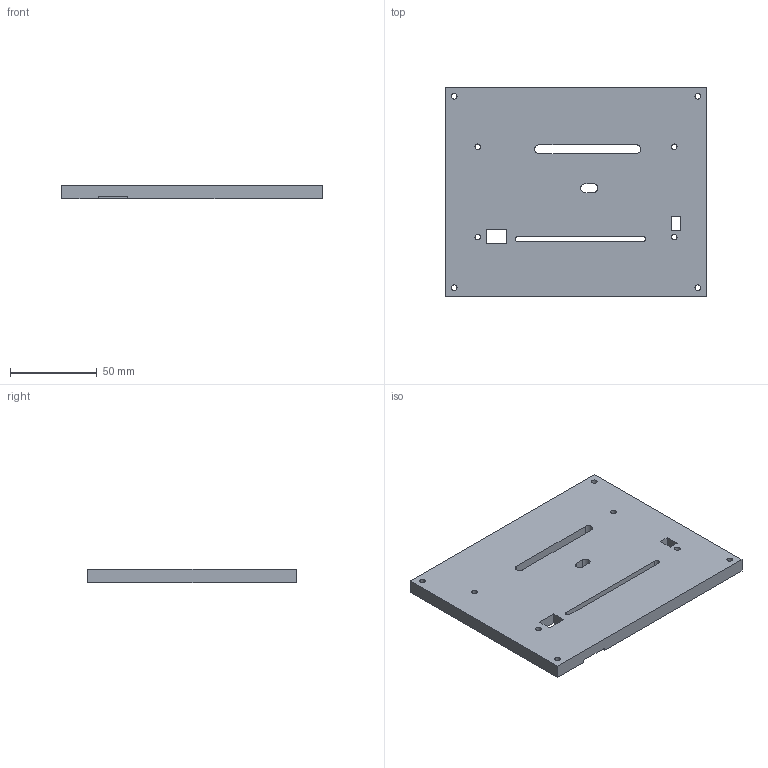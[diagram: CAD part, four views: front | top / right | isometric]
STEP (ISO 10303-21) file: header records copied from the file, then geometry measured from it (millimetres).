
FILE_DESCRIPTION(/* description */ (''),/* implementation_level */ '2;1');
FILE_NAME(/* name */ 'Middle.step',/* time_stamp */ '2022-03-13T21:10:59+01:00',/* author */ (''),/* organization */ (''),/* preprocessor_version */ 'ST-DEVELOPER v18.1',/* originating_system */ 'Autodesk Translation Framework v10.13.0.1454',/* authorisation */ '');
FILE_SCHEMA (('AUTOMOTIVE_DESIGN { 1 0 10303 214 3 1 1 }'));
Length unit declared in the file: millimetre
Products named in the file (1): Middle
Bounding box: 150 x 120 x 8 mm (x, y, z)
Volume: 126401.1 mm3; surface area: 42428.9 mm2
Topology: 1 solids, 1 shells, 54 faces, 144 edges, 96 vertices
Faces by surface type: plane 32, cylinder 22
Full cylindrical faces by diameter (mm): 3.175 x4, 3.2 x4, 6 x4
Entity records: 1777 total; most frequent: DIRECTION 298, CARTESIAN_POINT 295, ORIENTED_EDGE 288, EDGE_CURVE 144, LINE 100, VECTOR 100, AXIS2_PLACEMENT_3D 99, VERTEX_POINT 96
